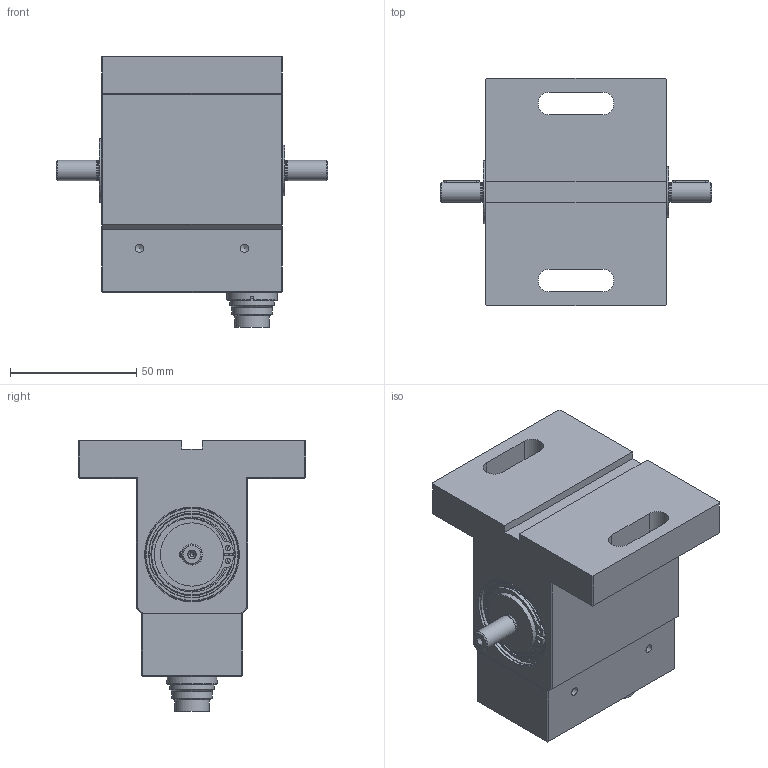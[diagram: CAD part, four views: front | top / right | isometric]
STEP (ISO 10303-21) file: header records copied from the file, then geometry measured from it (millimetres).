
FILE_DESCRIPTION( ( 'Unknown' ), '1' );
FILE_NAME( '2531-M20_DOC-00080020.stp', 'Unknown', ( 'Unknown' ), ( 'Unknown' ), 'PSStep 17.0.49', 'Unknown', ' ' );
FILE_SCHEMA( ( 'AUTOMOTIVE_DESIGN { 1 0 10303 214 1 1 1 1 }' ) );
Length unit declared in the file: millimetre
Products named in the file (30): 2212-b01_doc-00048945; 2212-001_doc-00028048; Sicherungsring DIN 472-32x1,2-T1; INA-20x32x7-61804 2Z; 2531-B07_DOC-00080022; ina-25x37x7-61805 2z; sicherungsring din 471-20x1,2-t1; sicherungsring din 471-25x1,2-t1; 2531-015_DOC-00080023; paßfeder a2x2x14 din 6885; paßfeder a2x2x14 din 6885-oa4; 2318-B01_Gehäusedeckel_DOC-00070626; 2318-001_DOC-00070613; Senkschraube DIN 965-M3x30-H; Senkschraube DIN 965-M3x30-H-oa0; Senkschraube DIN 965-M3x30-H-oa1; Senkschraube DIN 965-M3x30-H-oa2; Assem1; Zylinderschraube DIN 912-M3x6; Zylinderschraube DIN 912-M3x6-oa3; flanschstecker 12-polig serie 723; mutter_09-0323-89-06_DOC-00067592
Assembly tree (29 placements, depth 3):
  Assem1
    Zylinderschraube DIN 912-M3x6
    Zylinderschraube DIN 912-M3x6-oa3
    flanschstecker 12-polig serie 723
    mutter_09-0323-89-06_DOC-00067592
    2212-b01_doc-00048945
      2212-001_doc-00028048
      Sicherungsring DIN 472-32x1,2-T1
      INA-20x32x7-61804 2Z
      INA-20x32x7-61804 2Z
      INA-20x32x7-61804 2Z
      INA-20x32x7-61804 2Z
      INA-20x32x7-61804 2Z
    2318-B01_Gehäusedeckel_DOC-00070626
      2318-001_DOC-00070613
      Senkschraube DIN 965-M3x30-H
      Senkschraube DIN 965-M3x30-H-oa0
      Senkschraube DIN 965-M3x30-H-oa1
      Senkschraube DIN 965-M3x30-H-oa2
    2531-B07_DOC-00080022
      ina-25x37x7-61805 2z
      ina-25x37x7-61805 2z
      ina-25x37x7-61805 2z
      ina-25x37x7-61805 2z
      ina-25x37x7-61805 2z
      sicherungsring din 471-20x1,2-t1
      sicherungsring din 471-25x1,2-t1
      2531-015_DOC-00080023
      paßfeder a2x2x14 din 6885
      paßfeder a2x2x14 din 6885-oa4
Bounding box: 107.5 x 90 x 107 mm (x, y, z)
Volume: 284604.5 mm3; surface area: 76797.8 mm2
Topology: 26 solids, 28 shells, 514 faces, 1112 edges, 718 vertices
Faces by surface type: plane 267, cylinder 179, cone 38, torus 30
Full cylindrical faces by diameter (mm): 1 x24, 1.6 x2, 2 x4, 2.387 x6, 3 x8, 3.242 x4, 3.4 x4, 5.5 x2, 5.6 x4, 7.6 x2, 8 x2, 12 x1, 13.5 x1, 15 x1, 15.875 x1, 17.188 x1, 17.462 x1, 17.8 x1, 19 x1, 20 x5, 22 x1, 23.9 x3, 24.1 x2, 24.2 x2, 25 x3, 28.5 x2, 28.9 x2, 29.28 x2, 29.48 x2, 29.5 x2
Entity records: 17428 total; most frequent: DIRECTION 2360, CARTESIAN_POINT 2245, ORIENTED_EDGE 1752, AXIS2_PLACEMENT_3D 957, EDGE_CURVE 876, EDGE_LOOP 796, VERTEX_POINT 670, FACE_OUTER_BOUND 644
